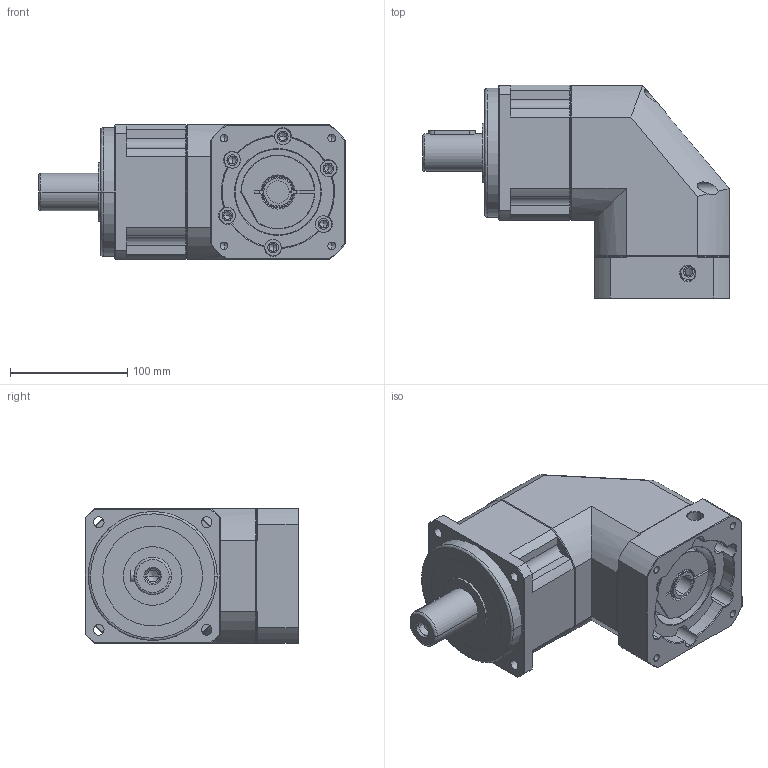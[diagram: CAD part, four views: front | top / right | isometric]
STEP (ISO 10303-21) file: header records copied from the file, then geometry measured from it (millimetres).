
FILE_DESCRIPTION (( 'STEP AP214' ), '1' );
FILE_NAME ('SBL115-L1-19-95-130M8.STEP', '2024-01-06T07:46:23', ( 'admin' ), ( '' ), 'SwSTEP 2.0', 'SolidWorks 2013', '' );
FILE_SCHEMA (( 'AUTOMOTIVE_DESIGN' ));
Length unit declared in the file: millimetre
Products named in the file (6): SBL115-95-115M6; SBL115_X2_8F9351658F7495017D2773AF_X0_-22; SBL115-22; SB115_X2_8F9351FA7AEF_X0_; SBL115-L1-19-95-130M8; 22-19_X2_8F6C63625957_X0_
Assembly tree (5 placements, depth 2):
  SBL115-L1-19-95-130M8
    SB115_X2_8F9351FA7AEF_X0_
    SBL115-22
    SBL115_X2_8F9351658F7495017D2773AF_X0_-22
    SBL115-95-115M6
    22-19_X2_8F6C63625957_X0_
Bounding box: 261.5 x 182 x 115 mm (x, y, z)
Volume: 2468864.6 mm3; surface area: 278807 mm2
Topology: 6 solids, 6 shells, 467 faces, 1192 edges, 742 vertices
Faces by surface type: cylinder 194, plane 163, cone 94, bspline 16
Entity records: 20715 total; most frequent: CARTESIAN_POINT 4154, DIRECTION 2359, ORIENTED_EDGE 2336, EDGE_CURVE 1168, AXIS2_PLACEMENT_3D 921, VERTEX_POINT 742, EDGE_LOOP 532, VECTOR 517
